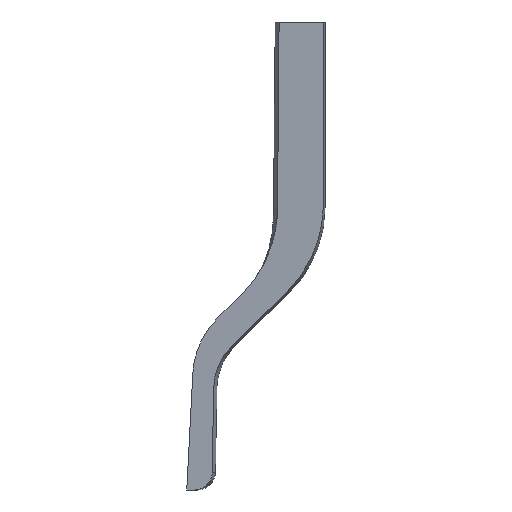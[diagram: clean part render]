
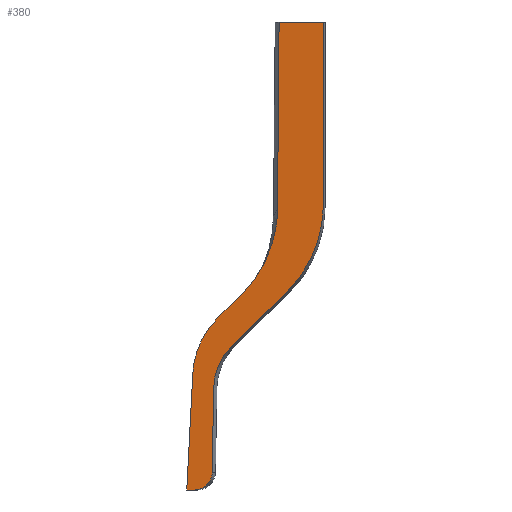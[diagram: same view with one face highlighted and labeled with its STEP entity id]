
A CAD part, front view. The second image highlights one B-rep face of the part: STEP entity #380.
In plain terms, the highlighted planar face has unit normal (-0.111, -0.994, -0.004).
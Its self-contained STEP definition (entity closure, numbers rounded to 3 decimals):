
#255=AXIS2_PLACEMENT_3D('Plane Axis2P3D',#252,#253,#254) ;
#52=CARTESIAN_POINT('Vertex',(-147.142,127.856,-42.)) ;
#55=CARTESIAN_POINT('Line Origine',(-147.454,127.891,-42.)) ;
#59=CARTESIAN_POINT('Vertex',(-147.767,127.926,-42.)) ;
#234=CARTESIAN_POINT('Vertex',(-145.647,127.685,-40.526)) ;
#238=CARTESIAN_POINT('Control Point',(-147.142,127.856,-42.)) ;
#239=CARTESIAN_POINT('Control Point',(-146.677,127.805,-42.)) ;
#240=CARTESIAN_POINT('Control Point',(-146.215,127.753,-41.82)) ;
#241=CARTESIAN_POINT('Control Point',(-145.844,127.71,-41.46)) ;
#242=CARTESIAN_POINT('Control Point',(-145.654,127.687,-40.994)) ;
#243=CARTESIAN_POINT('Control Point',(-145.647,127.685,-40.526)) ;
#252=CARTESIAN_POINT('Axis2P3D Location',(-133.525,126.132,17.)) ;
#257=CARTESIAN_POINT('Line Origine',(-145.588,127.666,-37.02)) ;
#261=CARTESIAN_POINT('Vertex',(-145.529,127.647,-33.513)) ;
#265=CARTESIAN_POINT('Control Point',(-145.529,127.647,-33.513)) ;
#266=CARTESIAN_POINT('Control Point',(-145.52,127.644,-32.966)) ;
#267=CARTESIAN_POINT('Control Point',(-145.436,127.633,-32.42)) ;
#268=CARTESIAN_POINT('Control Point',(-145.278,127.613,-31.89)) ;
#269=CARTESIAN_POINT('Control Point',(-144.954,127.575,-31.178)) ;
#270=CARTESIAN_POINT('Control Point',(-144.503,127.522,-30.546)) ;
#271=CARTESIAN_POINT('Control Point',(-144.358,127.505,-30.366)) ;
#272=CARTESIAN_POINT('Control Point',(-144.204,127.488,-30.195)) ;
#273=CARTESIAN_POINT('Control Point',(-144.041,127.469,-30.034)) ;
#274=CARTESIAN_POINT('Vertex',(-144.041,127.469,-30.034)) ;
#278=CARTESIAN_POINT('Control Point',(-144.041,127.469,-30.034)) ;
#279=CARTESIAN_POINT('Control Point',(-143.112,127.362,-29.118)) ;
#280=CARTESIAN_POINT('Control Point',(-142.183,127.255,-28.203)) ;
#281=CARTESIAN_POINT('Control Point',(-141.254,127.149,-27.287)) ;
#282=CARTESIAN_POINT('Control Point',(-140.325,127.042,-26.372)) ;
#283=CARTESIAN_POINT('Control Point',(-139.397,126.935,-25.456)) ;
#284=CARTESIAN_POINT('Vertex',(-139.397,126.935,-25.456)) ;
#288=CARTESIAN_POINT('Control Point',(-139.397,126.935,-25.456)) ;
#289=CARTESIAN_POINT('Control Point',(-138.74,126.86,-24.809)) ;
#290=CARTESIAN_POINT('Control Point',(-138.154,126.792,-24.081)) ;
#291=CARTESIAN_POINT('Control Point',(-137.654,126.734,-23.288)) ;
#292=CARTESIAN_POINT('Control Point',(-136.96,126.651,-21.832)) ;
#293=CARTESIAN_POINT('Control Point',(-136.565,126.602,-20.271)) ;
#294=CARTESIAN_POINT('Control Point',(-136.455,126.587,-19.606)) ;
#295=CARTESIAN_POINT('Control Point',(-136.4,126.579,-18.937)) ;
#296=CARTESIAN_POINT('Control Point',(-136.401,126.576,-18.27)) ;
#297=CARTESIAN_POINT('Vertex',(-136.401,126.576,-18.27)) ;
#300=CARTESIAN_POINT('Line Origine',(-136.404,126.55,-10.634)) ;
#304=CARTESIAN_POINT('Vertex',(-136.407,126.523,-2.999)) ;
#307=CARTESIAN_POINT('Line Origine',(-138.241,126.728,-2.999)) ;
#311=CARTESIAN_POINT('Vertex',(-140.076,126.932,-2.999)) ;
#315=CARTESIAN_POINT('Control Point',(-140.076,126.932,-2.999)) ;
#316=CARTESIAN_POINT('Control Point',(-140.102,126.946,-6.119)) ;
#317=CARTESIAN_POINT('Control Point',(-140.127,126.96,-9.239)) ;
#318=CARTESIAN_POINT('Control Point',(-140.153,126.974,-12.359)) ;
#319=CARTESIAN_POINT('Control Point',(-140.179,126.987,-15.48)) ;
#320=CARTESIAN_POINT('Control Point',(-140.205,127.001,-18.6)) ;
#321=CARTESIAN_POINT('Vertex',(-140.205,127.001,-18.6)) ;
#325=CARTESIAN_POINT('Control Point',(-143.201,127.36,-25.699)) ;
#326=CARTESIAN_POINT('Control Point',(-142.54,127.284,-25.047)) ;
#327=CARTESIAN_POINT('Control Point',(-141.956,127.216,-24.317)) ;
#328=CARTESIAN_POINT('Control Point',(-141.46,127.158,-23.522)) ;
#329=CARTESIAN_POINT('Control Point',(-140.776,127.077,-22.086)) ;
#330=CARTESIAN_POINT('Control Point',(-140.381,127.028,-20.55)) ;
#331=CARTESIAN_POINT('Control Point',(-140.27,127.013,-19.904)) ;
#332=CARTESIAN_POINT('Control Point',(-140.21,127.004,-19.253)) ;
#333=CARTESIAN_POINT('Control Point',(-140.205,127.001,-18.6)) ;
#334=CARTESIAN_POINT('Vertex',(-143.201,127.36,-25.699)) ;
#338=CARTESIAN_POINT('Control Point',(-143.201,127.36,-25.699)) ;
#339=CARTESIAN_POINT('Control Point',(-143.599,127.406,-26.091)) ;
#340=CARTESIAN_POINT('Control Point',(-143.997,127.451,-26.483)) ;
#341=CARTESIAN_POINT('Control Point',(-144.395,127.497,-26.875)) ;
#342=CARTESIAN_POINT('Control Point',(-144.792,127.543,-27.268)) ;
#343=CARTESIAN_POINT('Control Point',(-145.19,127.589,-27.66)) ;
#344=CARTESIAN_POINT('Vertex',(-145.19,127.589,-27.66)) ;
#348=CARTESIAN_POINT('Control Point',(-145.19,127.589,-27.66)) ;
#349=CARTESIAN_POINT('Control Point',(-145.65,127.641,-28.113)) ;
#350=CARTESIAN_POINT('Control Point',(-146.057,127.689,-28.62)) ;
#351=CARTESIAN_POINT('Control Point',(-146.404,127.729,-29.173)) ;
#352=CARTESIAN_POINT('Control Point',(-146.853,127.783,-30.114)) ;
#353=CARTESIAN_POINT('Control Point',(-147.123,127.816,-31.119)) ;
#354=CARTESIAN_POINT('Control Point',(-147.198,127.826,-31.505)) ;
#355=CARTESIAN_POINT('Control Point',(-147.246,127.832,-31.895)) ;
#356=CARTESIAN_POINT('Control Point',(-147.266,127.836,-32.286)) ;
#357=CARTESIAN_POINT('Vertex',(-147.266,127.836,-32.286)) ;
#360=CARTESIAN_POINT('Line Origine',(-147.517,127.881,-37.143)) ;
#56=DIRECTION('Vector Direction',(-0.994,0.111,0.)) ;
#253=DIRECTION('Axis2P3D Direction',(-0.111,-0.994,-0.003)) ;
#254=DIRECTION('Axis2P3D XDirection',(-0.994,0.111,0.)) ;
#258=DIRECTION('Vector Direction',(-0.017,0.005,-1.)) ;
#301=DIRECTION('Vector Direction',(0.,-0.003,1.)) ;
#308=DIRECTION('Vector Direction',(-0.994,0.111,0.)) ;
#361=DIRECTION('Vector Direction',(0.052,-0.009,0.999)) ;
#57=VECTOR('Line Direction',#56,1.) ;
#259=VECTOR('Line Direction',#258,1.) ;
#302=VECTOR('Line Direction',#301,1.) ;
#309=VECTOR('Line Direction',#308,1.) ;
#362=VECTOR('Line Direction',#361,1.) ;
#366=ORIENTED_EDGE('',*,*,#263,.F.) ;
#367=ORIENTED_EDGE('',*,*,#276,.T.) ;
#368=ORIENTED_EDGE('',*,*,#286,.T.) ;
#369=ORIENTED_EDGE('',*,*,#299,.T.) ;
#370=ORIENTED_EDGE('',*,*,#306,.T.) ;
#371=ORIENTED_EDGE('',*,*,#313,.T.) ;
#372=ORIENTED_EDGE('',*,*,#323,.T.) ;
#373=ORIENTED_EDGE('',*,*,#336,.F.) ;
#374=ORIENTED_EDGE('',*,*,#346,.T.) ;
#375=ORIENTED_EDGE('',*,*,#359,.T.) ;
#376=ORIENTED_EDGE('',*,*,#364,.F.) ;
#377=ORIENTED_EDGE('',*,*,#61,.F.) ;
#378=ORIENTED_EDGE('',*,*,#244,.T.) ;
#380=ADVANCED_FACE('\X2\51E04F554F53\X0\.2',(#379),#256,.T.) ;
#237=B_SPLINE_CURVE_WITH_KNOTS('',5,(#238,#239,#240,#241,#242,#243),.UNSPECIFIED.,.F.,.U.,(6,6),(0.,3.427),.UNSPECIFIED.) ;
#264=B_SPLINE_CURVE_WITH_KNOTS('',5,(#265,#266,#267,#268,#269,#270,#271,#272,#273),.UNSPECIFIED.,.F.,.U.,(6,3,6),(0.,3.9,5.541),.UNSPECIFIED.) ;
#277=B_SPLINE_CURVE_WITH_KNOTS('',5,(#278,#279,#280,#281,#282,#283),.UNSPECIFIED.,.F.,.U.,(6,6),(0.,9.253),.UNSPECIFIED.) ;
#287=B_SPLINE_CURVE_WITH_KNOTS('',5,(#288,#289,#290,#291,#292,#293,#294,#295,#296),.UNSPECIFIED.,.F.,.U.,(6,3,6),(0.,6.625,11.396),.UNSPECIFIED.) ;
#314=B_SPLINE_CURVE_WITH_KNOTS('',5,(#315,#316,#317,#318,#319,#320),.UNSPECIFIED.,.F.,.U.,(6,6),(0.,22.162),.UNSPECIFIED.) ;
#324=B_SPLINE_CURVE_WITH_KNOTS('',5,(#325,#326,#327,#328,#329,#330,#331,#332,#333),.UNSPECIFIED.,.F.,.U.,(6,3,6),(0.,6.591,11.212),.UNSPECIFIED.) ;
#337=B_SPLINE_CURVE_WITH_KNOTS('',5,(#338,#339,#340,#341,#342,#343),.UNSPECIFIED.,.F.,.U.,(6,6),(0.,3.964),.UNSPECIFIED.) ;
#347=B_SPLINE_CURVE_WITH_KNOTS('',5,(#348,#349,#350,#351,#352,#353,#354,#355,#356),.UNSPECIFIED.,.F.,.U.,(6,3,6),(0.,4.585,7.359),.UNSPECIFIED.) ;
#61=EDGE_CURVE('',#53,#60,#58,.T.) ;
#244=EDGE_CURVE('',#53,#235,#237,.T.) ;
#263=EDGE_CURVE('',#262,#235,#260,.T.) ;
#276=EDGE_CURVE('',#262,#275,#264,.T.) ;
#286=EDGE_CURVE('',#275,#285,#277,.T.) ;
#299=EDGE_CURVE('',#285,#298,#287,.T.) ;
#306=EDGE_CURVE('',#298,#305,#303,.T.) ;
#313=EDGE_CURVE('',#305,#312,#310,.T.) ;
#323=EDGE_CURVE('',#312,#322,#314,.T.) ;
#336=EDGE_CURVE('',#335,#322,#324,.T.) ;
#346=EDGE_CURVE('',#335,#345,#337,.T.) ;
#359=EDGE_CURVE('',#345,#358,#347,.T.) ;
#364=EDGE_CURVE('',#60,#358,#363,.T.) ;
#365=EDGE_LOOP('',(#366,#367,#368,#369,#370,#371,#372,#373,#374,#375,#376,#377,#378)) ;
#379=FACE_OUTER_BOUND('',#365,.T.) ;
#58=LINE('Line',#55,#57) ;
#260=LINE('Line',#257,#259) ;
#303=LINE('Line',#300,#302) ;
#310=LINE('Line',#307,#309) ;
#363=LINE('Line',#360,#362) ;
#256=PLANE('',#255) ;
#53=VERTEX_POINT('',#52) ;
#60=VERTEX_POINT('',#59) ;
#235=VERTEX_POINT('',#234) ;
#262=VERTEX_POINT('',#261) ;
#275=VERTEX_POINT('',#274) ;
#285=VERTEX_POINT('',#284) ;
#298=VERTEX_POINT('',#297) ;
#305=VERTEX_POINT('',#304) ;
#312=VERTEX_POINT('',#311) ;
#322=VERTEX_POINT('',#321) ;
#335=VERTEX_POINT('',#334) ;
#345=VERTEX_POINT('',#344) ;
#358=VERTEX_POINT('',#357) ;
